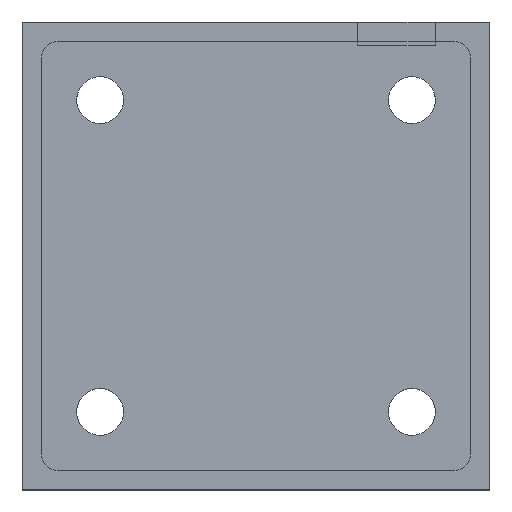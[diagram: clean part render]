
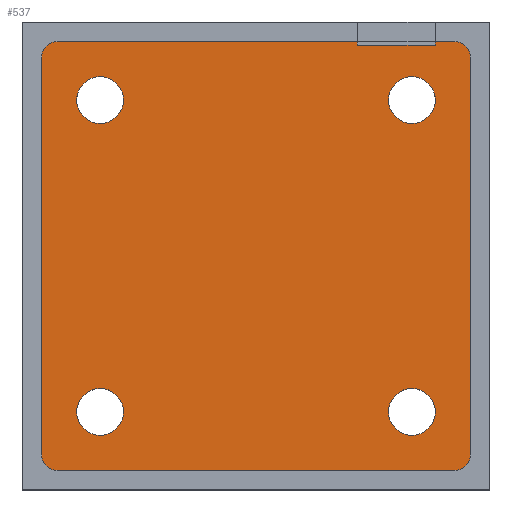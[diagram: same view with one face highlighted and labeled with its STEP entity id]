
A CAD part, top view. The second image highlights one B-rep face of the part: STEP entity #537.
In plain terms, the highlighted planar face has unit normal (0, 0, 1).
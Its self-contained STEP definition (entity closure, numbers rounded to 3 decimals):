
#163 = VERTEX_POINT('',#164);
#164 = CARTESIAN_POINT('',(27.5,-25.5,5.));
#170 = EDGE_CURVE('',#171,#163,#173,.T.);
#171 = VERTEX_POINT('',#172);
#172 = CARTESIAN_POINT('',(25.5,-27.5,5.));
#173 = CIRCLE('',#174,2.);
#174 = AXIS2_PLACEMENT_3D('',#175,#176,#177);
#175 = CARTESIAN_POINT('',(25.5,-25.5,5.));
#176 = DIRECTION('',(0.,-0.,1.));
#177 = DIRECTION('',(0.,1.,0.));
#195 = VERTEX_POINT('',#196);
#196 = CARTESIAN_POINT('',(27.5,25.5,5.));
#202 = EDGE_CURVE('',#195,#163,#203,.T.);
#203 = LINE('',#204,#205);
#204 = CARTESIAN_POINT('',(27.5,27.5,5.));
#205 = VECTOR('',#206,1.);
#206 = DIRECTION('',(0.,-1.,0.));
#219 = EDGE_CURVE('',#220,#195,#222,.T.);
#220 = VERTEX_POINT('',#221);
#221 = CARTESIAN_POINT('',(25.5,27.5,5.));
#222 = CIRCLE('',#223,2.);
#223 = AXIS2_PLACEMENT_3D('',#224,#225,#226);
#224 = CARTESIAN_POINT('',(25.5,25.5,5.));
#225 = DIRECTION('',(0.,0.,-1.));
#226 = DIRECTION('',(0.,1.,0.));
#244 = VERTEX_POINT('',#245);
#245 = CARTESIAN_POINT('',(23.,27.5,5.));
#251 = EDGE_CURVE('',#244,#220,#252,.T.);
#252 = LINE('',#253,#254);
#253 = CARTESIAN_POINT('',(-27.5,27.5,5.));
#254 = VECTOR('',#255,1.);
#255 = DIRECTION('',(1.,0.,0.));
#404 = VERTEX_POINT('',#405);
#405 = CARTESIAN_POINT('',(13.,27.5,5.));
#428 = VERTEX_POINT('',#429);
#429 = CARTESIAN_POINT('',(-25.5,27.5,5.));
#435 = EDGE_CURVE('',#428,#404,#436,.T.);
#436 = LINE('',#437,#438);
#437 = CARTESIAN_POINT('',(-27.5,27.5,5.));
#438 = VECTOR('',#439,1.);
#439 = DIRECTION('',(1.,0.,0.));
#452 = EDGE_CURVE('',#453,#428,#455,.T.);
#453 = VERTEX_POINT('',#454);
#454 = CARTESIAN_POINT('',(-27.5,25.5,5.));
#455 = CIRCLE('',#456,2.);
#456 = AXIS2_PLACEMENT_3D('',#457,#458,#459);
#457 = CARTESIAN_POINT('',(-25.5,25.5,5.));
#458 = DIRECTION('',(0.,0.,-1.));
#459 = DIRECTION('',(0.,1.,0.));
#477 = VERTEX_POINT('',#478);
#478 = CARTESIAN_POINT('',(-27.5,-25.5,5.));
#484 = EDGE_CURVE('',#477,#453,#485,.T.);
#485 = LINE('',#486,#487);
#486 = CARTESIAN_POINT('',(-27.5,-27.5,5.));
#487 = VECTOR('',#488,1.);
#488 = DIRECTION('',(0.,1.,0.));
#501 = VERTEX_POINT('',#502);
#502 = CARTESIAN_POINT('',(-25.5,-27.5,5.));
#508 = EDGE_CURVE('',#477,#501,#509,.T.);
#509 = CIRCLE('',#510,2.);
#510 = AXIS2_PLACEMENT_3D('',#511,#512,#513);
#511 = CARTESIAN_POINT('',(-25.5,-25.5,5.));
#512 = DIRECTION('',(0.,-0.,1.));
#513 = DIRECTION('',(0.,1.,0.));
#526 = EDGE_CURVE('',#171,#501,#527,.T.);
#527 = LINE('',#528,#529);
#528 = CARTESIAN_POINT('',(27.5,-27.5,5.));
#529 = VECTOR('',#530,1.);
#530 = DIRECTION('',(-1.,0.,0.));
#537 = ADVANCED_FACE('',(#538,#571,#582,#593,#604),#615,.T.);
#538 = FACE_BOUND('',#539,.T.);
#539 = EDGE_LOOP('',(#540,#541,#542,#543,#544,#545,#553,#561,#567,#568,
    #569,#570));
#540 = ORIENTED_EDGE('',*,*,#526,.F.);
#541 = ORIENTED_EDGE('',*,*,#170,.T.);
#542 = ORIENTED_EDGE('',*,*,#202,.F.);
#543 = ORIENTED_EDGE('',*,*,#219,.F.);
#544 = ORIENTED_EDGE('',*,*,#251,.F.);
#545 = ORIENTED_EDGE('',*,*,#546,.T.);
#546 = EDGE_CURVE('',#244,#547,#549,.T.);
#547 = VERTEX_POINT('',#548);
#548 = CARTESIAN_POINT('',(23.,27.,5.));
#549 = LINE('',#550,#551);
#550 = CARTESIAN_POINT('',(23.,30.,5.));
#551 = VECTOR('',#552,1.);
#552 = DIRECTION('',(0.,-1.,0.));
#553 = ORIENTED_EDGE('',*,*,#554,.T.);
#554 = EDGE_CURVE('',#547,#555,#557,.T.);
#555 = VERTEX_POINT('',#556);
#556 = CARTESIAN_POINT('',(13.,27.,5.));
#557 = LINE('',#558,#559);
#558 = CARTESIAN_POINT('',(23.,27.,5.));
#559 = VECTOR('',#560,1.);
#560 = DIRECTION('',(-1.,0.,0.));
#561 = ORIENTED_EDGE('',*,*,#562,.T.);
#562 = EDGE_CURVE('',#555,#404,#563,.T.);
#563 = LINE('',#564,#565);
#564 = CARTESIAN_POINT('',(13.,27.,5.));
#565 = VECTOR('',#566,1.);
#566 = DIRECTION('',(0.,1.,0.));
#567 = ORIENTED_EDGE('',*,*,#435,.F.);
#568 = ORIENTED_EDGE('',*,*,#452,.F.);
#569 = ORIENTED_EDGE('',*,*,#484,.F.);
#570 = ORIENTED_EDGE('',*,*,#508,.T.);
#571 = FACE_BOUND('',#572,.T.);
#572 = EDGE_LOOP('',(#573));
#573 = ORIENTED_EDGE('',*,*,#574,.F.);
#574 = EDGE_CURVE('',#575,#575,#577,.T.);
#575 = VERTEX_POINT('',#576);
#576 = CARTESIAN_POINT('',(-17.,-20.,5.));
#577 = CIRCLE('',#578,3.);
#578 = AXIS2_PLACEMENT_3D('',#579,#580,#581);
#579 = CARTESIAN_POINT('',(-20.,-20.,5.));
#580 = DIRECTION('',(0.,0.,1.));
#581 = DIRECTION('',(1.,0.,0.));
#582 = FACE_BOUND('',#583,.T.);
#583 = EDGE_LOOP('',(#584));
#584 = ORIENTED_EDGE('',*,*,#585,.F.);
#585 = EDGE_CURVE('',#586,#586,#588,.T.);
#586 = VERTEX_POINT('',#587);
#587 = CARTESIAN_POINT('',(23.,-20.,5.));
#588 = CIRCLE('',#589,3.);
#589 = AXIS2_PLACEMENT_3D('',#590,#591,#592);
#590 = CARTESIAN_POINT('',(20.,-20.,5.));
#591 = DIRECTION('',(0.,0.,1.));
#592 = DIRECTION('',(1.,0.,0.));
#593 = FACE_BOUND('',#594,.T.);
#594 = EDGE_LOOP('',(#595));
#595 = ORIENTED_EDGE('',*,*,#596,.F.);
#596 = EDGE_CURVE('',#597,#597,#599,.T.);
#597 = VERTEX_POINT('',#598);
#598 = CARTESIAN_POINT('',(-17.,20.,5.));
#599 = CIRCLE('',#600,3.);
#600 = AXIS2_PLACEMENT_3D('',#601,#602,#603);
#601 = CARTESIAN_POINT('',(-20.,20.,5.));
#602 = DIRECTION('',(0.,0.,1.));
#603 = DIRECTION('',(1.,0.,0.));
#604 = FACE_BOUND('',#605,.T.);
#605 = EDGE_LOOP('',(#606));
#606 = ORIENTED_EDGE('',*,*,#607,.F.);
#607 = EDGE_CURVE('',#608,#608,#610,.T.);
#608 = VERTEX_POINT('',#609);
#609 = CARTESIAN_POINT('',(23.,20.,5.));
#610 = CIRCLE('',#611,3.);
#611 = AXIS2_PLACEMENT_3D('',#612,#613,#614);
#612 = CARTESIAN_POINT('',(20.,20.,5.));
#613 = DIRECTION('',(0.,0.,1.));
#614 = DIRECTION('',(1.,0.,0.));
#615 = PLANE('',#616);
#616 = AXIS2_PLACEMENT_3D('',#617,#618,#619);
#617 = CARTESIAN_POINT('',(0.,0.,5.));
#618 = DIRECTION('',(0.,0.,1.));
#619 = DIRECTION('',(1.,0.,0.));
